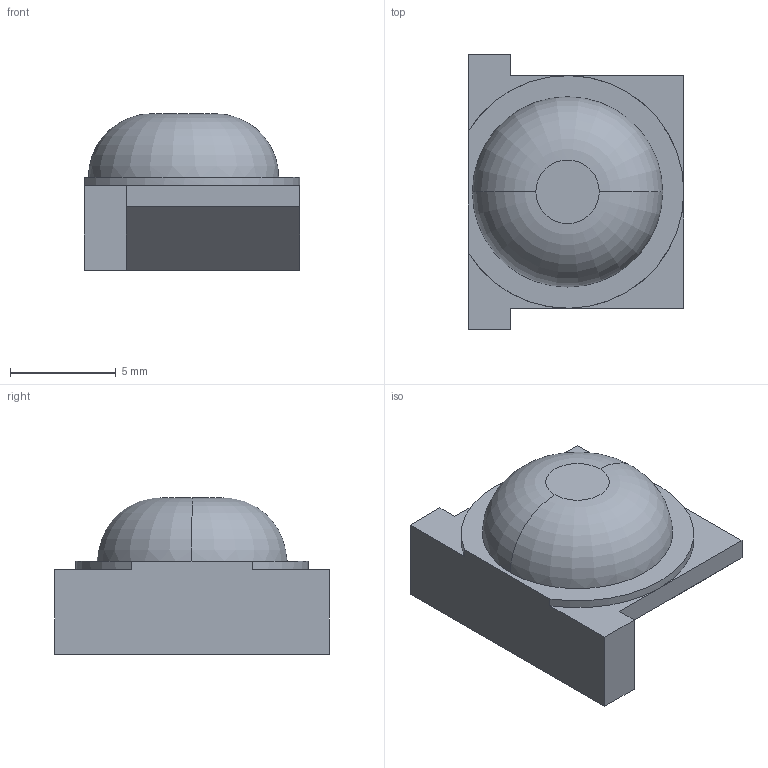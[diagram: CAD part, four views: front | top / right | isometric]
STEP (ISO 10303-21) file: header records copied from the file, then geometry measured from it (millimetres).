
FILE_DESCRIPTION (( 'STEP AP203' ), '1' );
FILE_NAME ('centrator.STEP', '2024-12-20T03:58:16', ( '' ), ( '' ), 'SwSTEP 2.0', 'SolidWorks 2022', '' );
FILE_SCHEMA (( 'CONFIG_CONTROL_DESIGN' ));
Length unit declared in the file: millimetre
Products named in the file (1): centrator
Bounding box: 10.2 x 13 x 7.4 mm (x, y, z)
Volume: 572.1 mm3; surface area: 447.3 mm2
Topology: 1 solids, 1 shells, 20 faces, 48 edges, 31 vertices
Faces by surface type: plane 17, torus 2, cylinder 1
Entity records: 656 total; most frequent: DIRECTION 101, CARTESIAN_POINT 100, ORIENTED_EDGE 96, EDGE_CURVE 48, LINE 37, VECTOR 37, AXIS2_PLACEMENT_3D 32, VERTEX_POINT 31
